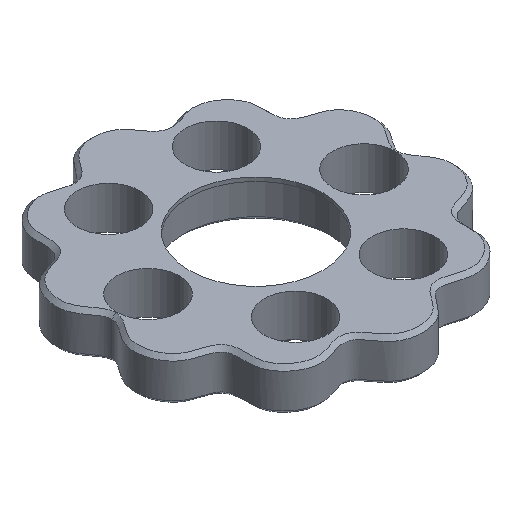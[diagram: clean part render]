
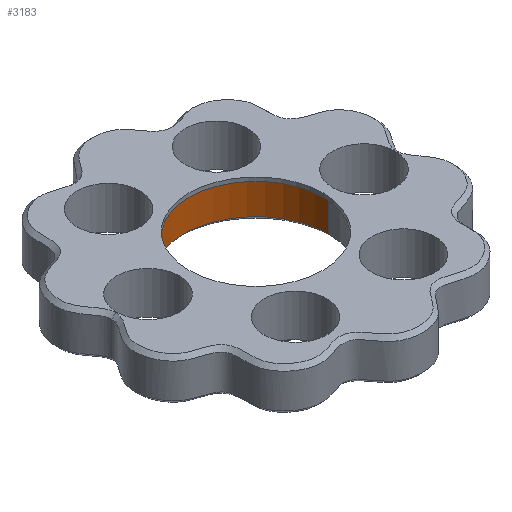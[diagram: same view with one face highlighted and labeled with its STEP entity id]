
A CAD part, isometric view. The second image highlights one B-rep face of the part: STEP entity #3183.
In plain terms, the highlighted cylindrical face has radius 7.575 mm (diameter 15.15 mm), a partial arc.
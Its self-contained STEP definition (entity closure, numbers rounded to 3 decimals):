
#117 = VERTEX_POINT ( 'NONE', #7671 ) ;
#462 = AXIS2_PLACEMENT_3D ( 'NONE', #11739, #9053, #10904 ) ;
#646 = CARTESIAN_POINT ( 'NONE',  ( 7.575, 0., 4. ) ) ;
#744 = EDGE_CURVE ( 'NONE', #5356, #117, #3327, .T. ) ;
#981 = CIRCLE ( 'NONE', #2617, 7.575 ) ;
#1601 = VECTOR ( 'NONE', #2710, 1000. ) ;
#2135 = CARTESIAN_POINT ( 'NONE',  ( -7.575, 0., 0.4 ) ) ;
#2221 = ORIENTED_EDGE ( 'NONE', *, *, #744, .F. ) ;
#2617 = AXIS2_PLACEMENT_3D ( 'NONE', #5523, #9615, #10508 ) ;
#2710 = DIRECTION ( 'NONE',  ( 0., 0., -1. ) ) ;
#3183 = ADVANCED_FACE ( 'NONE', ( #11991 ), #5137, .F. ) ;
#3327 = CIRCLE ( 'NONE', #10689, 7.575 ) ;
#3765 = ORIENTED_EDGE ( 'NONE', *, *, #7013, .T. ) ;
#5137 = CYLINDRICAL_SURFACE ( 'NONE', #462, 7.575 ) ;
#5271 = VECTOR ( 'NONE', #6466, 1000. ) ;
#5356 = VERTEX_POINT ( 'NONE', #10926 ) ;
#5523 = CARTESIAN_POINT ( 'NONE',  ( 0., 0., 0.4 ) ) ;
#6064 = VERTEX_POINT ( 'NONE', #2135 ) ;
#6466 = DIRECTION ( 'NONE',  ( 0., 0., -1. ) ) ;
#6701 = VERTEX_POINT ( 'NONE', #9887 ) ;
#7013 = EDGE_CURVE ( 'NONE', #5356, #6064, #7584, .T. ) ;
#7584 = LINE ( 'NONE', #11491, #1601 ) ;
#7671 = CARTESIAN_POINT ( 'NONE',  ( 7.575, 0., 4. ) ) ;
#7929 = DIRECTION ( 'NONE',  ( 0., 0., -1. ) ) ;
#8501 = EDGE_CURVE ( 'NONE', #6064, #6701, #981, .T. ) ;
#8771 = DIRECTION ( 'NONE',  ( -1., 0., 0. ) ) ;
#9053 = DIRECTION ( 'NONE',  ( 0., 0., -1. ) ) ;
#9615 = DIRECTION ( 'NONE',  ( 0., 0., -1. ) ) ;
#9887 = CARTESIAN_POINT ( 'NONE',  ( 7.575, 0., 0.4 ) ) ;
#9915 = CARTESIAN_POINT ( 'NONE',  ( 0., 0., 4. ) ) ;
#10065 = EDGE_CURVE ( 'NONE', #117, #6701, #11343, .T. ) ;
#10508 = DIRECTION ( 'NONE',  ( 1., 0., 0. ) ) ;
#10689 = AXIS2_PLACEMENT_3D ( 'NONE', #9915, #7929, #8771 ) ;
#10904 = DIRECTION ( 'NONE',  ( -1., 0., 0. ) ) ;
#10926 = CARTESIAN_POINT ( 'NONE',  ( -7.575, 0., 4. ) ) ;
#11343 = LINE ( 'NONE', #646, #5271 ) ;
#11491 = CARTESIAN_POINT ( 'NONE',  ( -7.575, 0., 4. ) ) ;
#11701 = EDGE_LOOP ( 'NONE', ( #11769, #2221, #3765, #12334 ) ) ;
#11739 = CARTESIAN_POINT ( 'NONE',  ( 0., 0., 4. ) ) ;
#11769 = ORIENTED_EDGE ( 'NONE', *, *, #10065, .F. ) ;
#11991 = FACE_OUTER_BOUND ( 'NONE', #11701, .T. ) ;
#12334 = ORIENTED_EDGE ( 'NONE', *, *, #8501, .T. ) ;
